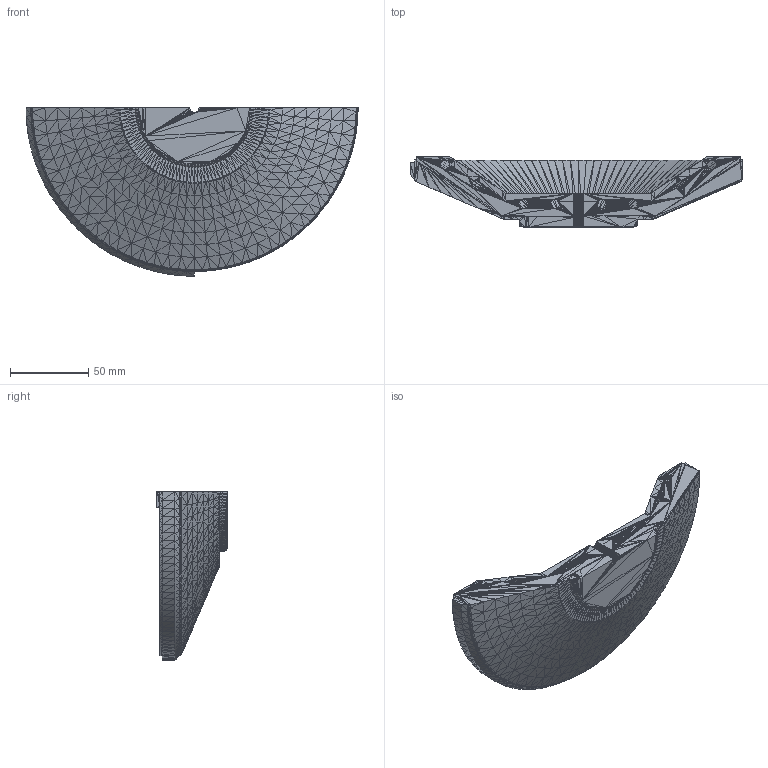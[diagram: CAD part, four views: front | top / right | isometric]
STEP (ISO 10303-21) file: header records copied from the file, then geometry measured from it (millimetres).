
FILE_DESCRIPTION(('FreeCAD Model'),'2;1');
FILE_NAME('Open CASCADE Shape Model','2023-02-24T15:27:44',('Author'),( ''),'Open CASCADE STEP processor 7.5','FreeCAD','Unknown');
FILE_SCHEMA(('AUTOMOTIVE_DESIGN { 1 0 10303 214 1 1 1 1 }'));
Products named in the file (1): NiflexErmevalogato_Clone__Mirror__1_001
Bounding box: 211.97 x 44.73 x 107.54 mm (x, y, z)
Surface area: 51556.5 mm2 (no closed solid volume)
Topology: 0 solids, 1 shells, 12239 faces, 18398 edges, 6139 vertices
Faces by surface type: plane 12239
Entity records: 459900 total; most frequent: CARTESIAN_POINT 91950, DIRECTION 61326, LINE 36850, VECTOR 36850, ORIENTED_EDGE 36804, PCURVE 36804, DEFINITIONAL_REPRESENTATION 36804, EDGE_CURVE 18402
